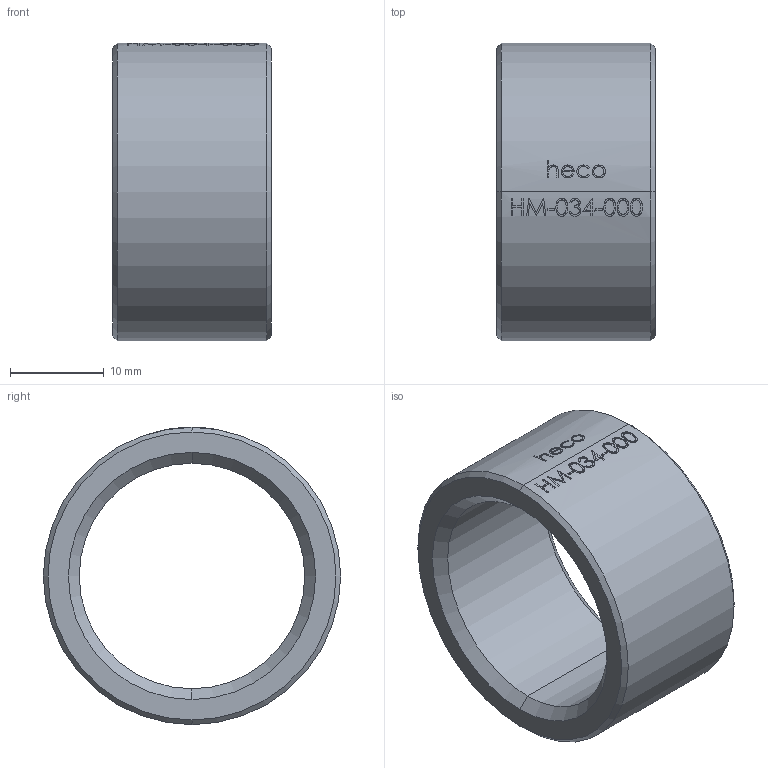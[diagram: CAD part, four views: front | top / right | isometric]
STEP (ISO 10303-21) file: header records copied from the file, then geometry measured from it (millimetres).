
FILE_DESCRIPTION (( 'STEP AP214' ), '1' );
FILE_NAME ('HM-034-000-x halbe Muffe heco.STEP', '2018-05-16T11:39:04', ( '' ), ( '' ), 'SwSTEP 2.0', 'SolidWorks 2016', '' );
FILE_SCHEMA (( 'AUTOMOTIVE_DESIGN' ));
Length unit declared in the file: millimetre
Products named in the file (1): HM-034-000-x halbe Muffe heco
Bounding box: 17 x 31.8 x 31.8 mm (x, y, z)
Volume: 5603.5 mm3; surface area: 3506.4 mm2
Topology: 1 solids, 1 shells, 182 faces, 469 edges, 310 vertices
Faces by surface type: bspline 98, plane 51, cylinder 25, cone 8
Entity records: 17684 total; most frequent: CARTESIAN_POINT 12280, ORIENTED_EDGE 938, EDGE_CURVE 469, DIRECTION 389, VERTEX_POINT 310, B_SPLINE_CURVE_WITH_KNOTS 308, EDGE_LOOP 205, FACE_OUTER_BOUND 182
